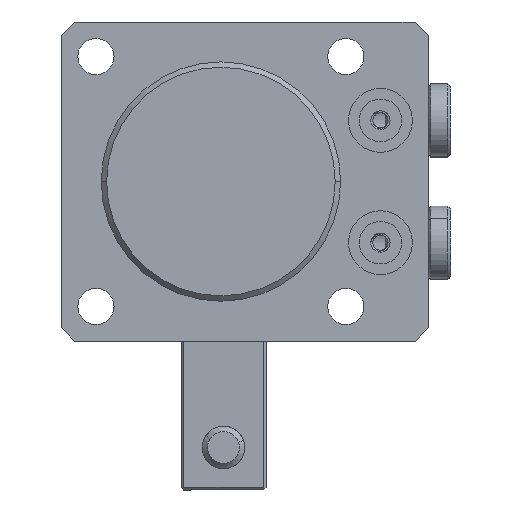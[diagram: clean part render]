
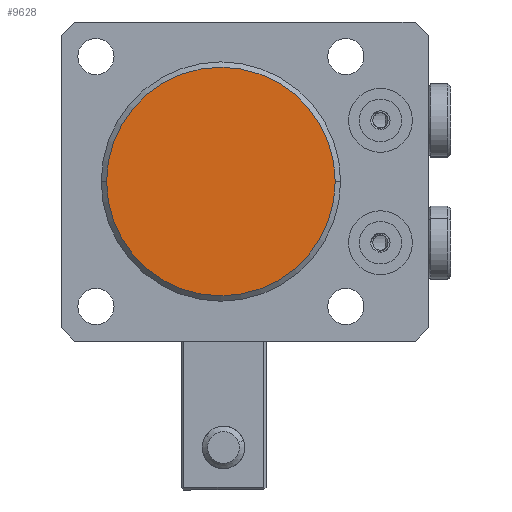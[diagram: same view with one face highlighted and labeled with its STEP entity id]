
A CAD part, front view. The second image highlights one B-rep face of the part: STEP entity #9628.
In plain terms, the highlighted planar face has unit normal (0, -1, 0).
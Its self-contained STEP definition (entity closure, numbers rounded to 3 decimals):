
#337 = CARTESIAN_POINT ( 'NONE',  ( 312.23, 44.171, 0. ) ) ;
#479 = CARTESIAN_POINT ( 'NONE',  ( 290.73, 44.171, 0. ) ) ;
#1255 = CIRCLE ( 'NONE', #6916, 21.5 ) ;
#1514 = AXIS2_PLACEMENT_3D ( 'NONE', #479, #2235, #14653 ) ;
#1534 = CARTESIAN_POINT ( 'NONE',  ( 290.73, 44.171, 0. ) ) ;
#1587 = VERTEX_POINT ( 'NONE', #21939 ) ;
#2235 = DIRECTION ( 'NONE',  ( 0., -1., 0. ) ) ;
#2238 = EDGE_CURVE ( 'NONE', #3368, #1587, #19943, .T. ) ;
#3368 = VERTEX_POINT ( 'NONE', #337 ) ;
#4208 = CARTESIAN_POINT ( 'NONE',  ( 290.73, 44.171, 0. ) ) ;
#6008 = DIRECTION ( 'NONE',  ( 1., 0., 0. ) ) ;
#6251 = DIRECTION ( 'NONE',  ( 1., 0., 0. ) ) ;
#6916 = AXIS2_PLACEMENT_3D ( 'NONE', #4208, #16685, #6008 ) ;
#7976 = DIRECTION ( 'NONE',  ( 0., -1., 0. ) ) ;
#8242 = ORIENTED_EDGE ( 'NONE', *, *, #2238, .T. ) ;
#9628 = ADVANCED_FACE ( 'NONE', ( #19480 ), #11047, .T. ) ;
#11047 = PLANE ( 'NONE',  #1514 ) ;
#14653 = DIRECTION ( 'NONE',  ( 1., 0., 0. ) ) ;
#15304 = EDGE_LOOP ( 'NONE', ( #8242, #21825 ) ) ;
#16685 = DIRECTION ( 'NONE',  ( 0., -1., 0. ) ) ;
#17218 = EDGE_CURVE ( 'NONE', #1587, #3368, #1255, .T. ) ;
#17354 = AXIS2_PLACEMENT_3D ( 'NONE', #1534, #7976, #6251 ) ;
#19480 = FACE_OUTER_BOUND ( 'NONE', #15304, .T. ) ;
#19943 = CIRCLE ( 'NONE', #17354, 21.5 ) ;
#21825 = ORIENTED_EDGE ( 'NONE', *, *, #17218, .T. ) ;
#21939 = CARTESIAN_POINT ( 'NONE',  ( 269.23, 44.171, 0. ) ) ;
